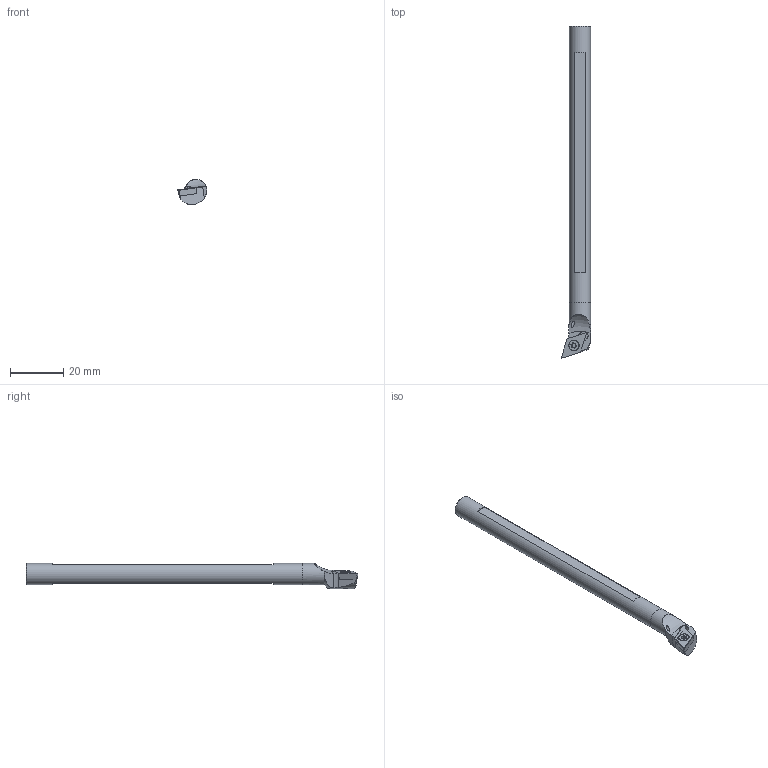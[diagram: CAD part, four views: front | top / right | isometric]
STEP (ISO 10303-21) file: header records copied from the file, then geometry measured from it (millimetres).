
FILE_DESCRIPTION(/* description */ ('Unknown'),/* implementation_level */ '2;1');
FILE_NAME(/* name */ 'E08K SDQCL 07',/* time_stamp */ '2022-06-22T09:49:49+08:00',/* author */ ('Unknown'),/* organization */ ('Unknown'),/* preprocessor_version */ 'ST-DEVELOPER v16.7',/* originating_system */ 'DEX',/* authorisation */ $);
FILE_SCHEMA (('AUTOMOTIVE_DESIGN {1 0 10303 214 3 1 1}'));
Length unit declared in the file: millimetre
Products named in the file (5): E08K SDQCL 07; DCMT 070202; M2-5-5L; 0821SDQC_mir1; 8
Assembly tree (4 placements, depth 2):
  E08K SDQCL 07
    DCMT 070202
    M2-5-5L
    0821SDQC_mir1
    8
Bounding box: 11.01 x 125 x 9.5 mm (x, y, z)
Volume: 4614.5 mm3; surface area: 4884.5 mm2
Topology: 4 solids, 4 shells, 78 faces, 200 edges, 132 vertices
Faces by surface type: plane 43, cylinder 29, cone 5, torus 1
Full cylindrical faces by diameter (mm): 1 x1, 2 x1, 2.5 x1, 2.8 x1, 3.8 x1, 4 x2, 8 x2
Entity records: 2444 total; most frequent: CARTESIAN_POINT 466, DIRECTION 398, ORIENTED_EDGE 358, EDGE_CURVE 179, AXIS2_PLACEMENT_3D 148, VERTEX_POINT 125, LINE 102, VECTOR 102
